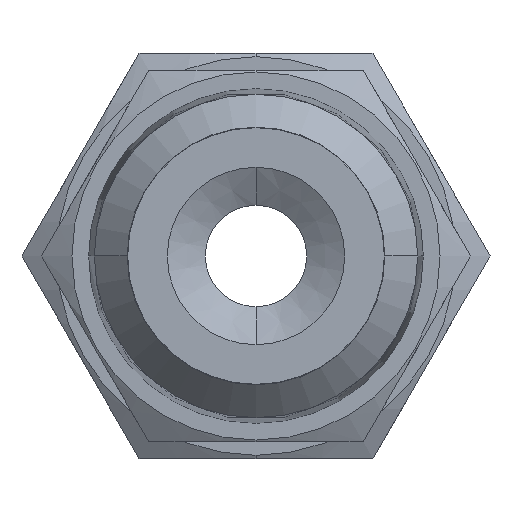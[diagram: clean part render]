
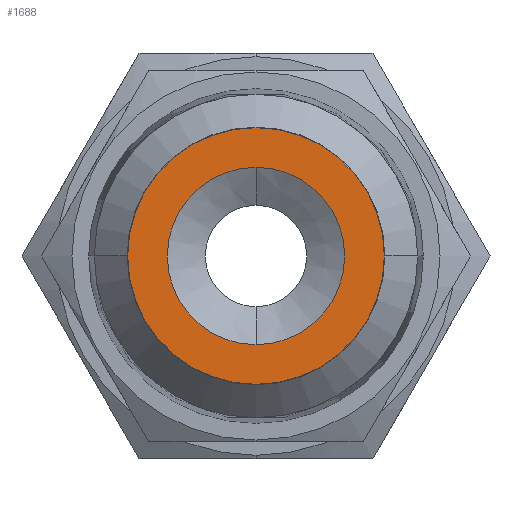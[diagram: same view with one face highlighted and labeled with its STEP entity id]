
A CAD part, front view. The second image highlights one B-rep face of the part: STEP entity #1688.
In plain terms, the highlighted planar face has unit normal (0, -1, 0).
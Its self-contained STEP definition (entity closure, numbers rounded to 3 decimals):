
#9 = EDGE_LOOP ( 'NONE', ( #1570, #1574 ) ) ;
#124 = EDGE_LOOP ( 'NONE', ( #1575, #1569 ) ) ;
#973 = DIRECTION ( 'NONE',  ( 0., 0., -1. ) ) ;
#976 = DIRECTION ( 'NONE',  ( 0., -1., 0. ) ) ;
#978 = CARTESIAN_POINT ( 'NONE',  ( 0., 0.006, 0. ) ) ;
#1028 = DIRECTION ( 'NONE',  ( 0., 0., 1. ) ) ;
#1030 = DIRECTION ( 'NONE',  ( 0., 1., 0. ) ) ;
#1031 = CARTESIAN_POINT ( 'NONE',  ( -3.8, 0.006, 0. ) ) ;
#1032 = PLANE ( 'NONE',  #2366 ) ;
#1103 = AXIS2_PLACEMENT_3D ( 'NONE', #2272, #2248, #2317 ) ;
#1114 = CIRCLE ( 'NONE', #1119, 2.625 ) ;
#1119 = AXIS2_PLACEMENT_3D ( 'NONE', #2276, #2309, #2270 ) ;
#1125 = CIRCLE ( 'NONE', #1103, 2.625 ) ;
#1245 = VERTEX_POINT ( 'NONE', #2163 ) ;
#1246 = VERTEX_POINT ( 'NONE', #2162 ) ;
#1249 = VERTEX_POINT ( 'NONE', #2159 ) ;
#1253 = VERTEX_POINT ( 'NONE', #2155 ) ;
#1399 = FACE_BOUND ( 'NONE', #9, .T. ) ;
#1400 = FACE_OUTER_BOUND ( 'NONE', #124, .T. ) ;
#1489 = AXIS2_PLACEMENT_3D ( 'NONE', #1990, #1989, #1988 ) ;
#1495 = CIRCLE ( 'NONE', #1489, 3.8 ) ;
#1523 = CIRCLE ( 'NONE', #1539, 3.8 ) ;
#1539 = AXIS2_PLACEMENT_3D ( 'NONE', #978, #976, #973 ) ;
#1569 = ORIENTED_EDGE ( 'NONE', *, *, #1631, .T. ) ;
#1570 = ORIENTED_EDGE ( 'NONE', *, *, #1589, .F. ) ;
#1574 = ORIENTED_EDGE ( 'NONE', *, *, #1598, .F. ) ;
#1575 = ORIENTED_EDGE ( 'NONE', *, *, #1667, .T. ) ;
#1589 = EDGE_CURVE ( 'NONE', #1245, #1246, #1125, .T. ) ;
#1598 = EDGE_CURVE ( 'NONE', #1246, #1245, #1114, .T. ) ;
#1631 = EDGE_CURVE ( 'NONE', #1249, #1253, #1495, .T. ) ;
#1667 = EDGE_CURVE ( 'NONE', #1253, #1249, #1523, .T. ) ;
#1688 = ADVANCED_FACE ( 'NONE', ( #1399, #1400 ), #1032, .F. ) ;
#1988 = DIRECTION ( 'NONE',  ( 0., 0., -1. ) ) ;
#1989 = DIRECTION ( 'NONE',  ( 0., -1., 0. ) ) ;
#1990 = CARTESIAN_POINT ( 'NONE',  ( 0., 0.006, 0. ) ) ;
#2155 = CARTESIAN_POINT ( 'NONE',  ( 0., 0.006, 3.8 ) ) ;
#2159 = CARTESIAN_POINT ( 'NONE',  ( 0., 0.006, -3.8 ) ) ;
#2162 = CARTESIAN_POINT ( 'NONE',  ( 0., 0.006, 2.625 ) ) ;
#2163 = CARTESIAN_POINT ( 'NONE',  ( 0., 0.006, -2.625 ) ) ;
#2248 = DIRECTION ( 'NONE',  ( 0., -1., 0. ) ) ;
#2270 = DIRECTION ( 'NONE',  ( 0., 0., -1. ) ) ;
#2272 = CARTESIAN_POINT ( 'NONE',  ( 0., 0.006, 0. ) ) ;
#2276 = CARTESIAN_POINT ( 'NONE',  ( 0., 0.006, 0. ) ) ;
#2309 = DIRECTION ( 'NONE',  ( 0., -1., 0. ) ) ;
#2317 = DIRECTION ( 'NONE',  ( 0., 0., -1. ) ) ;
#2366 = AXIS2_PLACEMENT_3D ( 'NONE', #1031, #1030, #1028 ) ;
